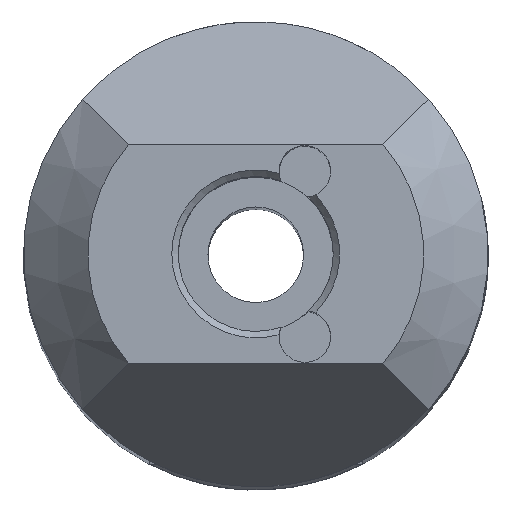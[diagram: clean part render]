
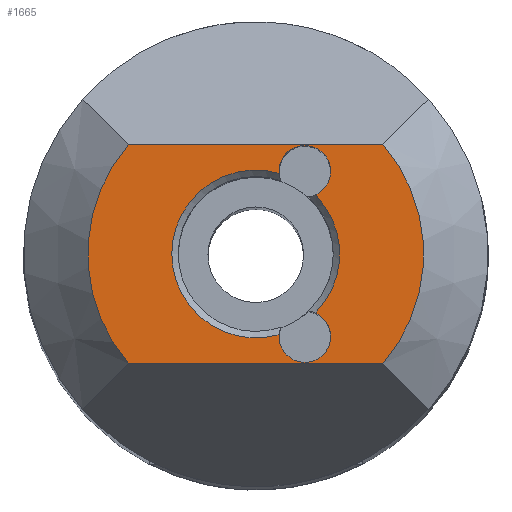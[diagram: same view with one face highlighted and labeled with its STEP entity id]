
A CAD part, top view. The second image highlights one B-rep face of the part: STEP entity #1665.
In plain terms, the highlighted planar face has unit normal (0, 0, 1).
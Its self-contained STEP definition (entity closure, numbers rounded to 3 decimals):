
#43 = DIRECTION ( 'NONE',  ( 0., 0., -1. ) ) ;
#95 = CARTESIAN_POINT ( 'NONE',  ( -9., 4.25, 90. ) ) ;
#205 = FACE_OUTER_BOUND ( 'NONE', #1992, .T. ) ;
#207 = AXIS2_PLACEMENT_3D ( 'NONE', #1287, #1305, #315 ) ;
#208 = LINE ( 'NONE', #95, #631 ) ;
#270 = VERTEX_POINT ( 'NONE', #1552 ) ;
#282 = DIRECTION ( 'NONE',  ( 1., 0., 0. ) ) ;
#313 = DIRECTION ( 'NONE',  ( 0., 0., 1. ) ) ;
#315 = DIRECTION ( 'NONE',  ( 1., 0., 0. ) ) ;
#322 = ORIENTED_EDGE ( 'NONE', *, *, #983, .T. ) ;
#335 = EDGE_CURVE ( 'NONE', #1062, #1807, #208, .T. ) ;
#353 = CIRCLE ( 'NONE', #680, 3.25 ) ;
#365 = ORIENTED_EDGE ( 'NONE', *, *, #427, .F. ) ;
#414 = CIRCLE ( 'NONE', #1015, 6.5 ) ;
#427 = EDGE_CURVE ( 'NONE', #1751, #1920, #1570, .T. ) ;
#457 = CARTESIAN_POINT ( 'NONE',  ( 0., 0., 90. ) ) ;
#485 = EDGE_CURVE ( 'NONE', #1062, #270, #1435, .T. ) ;
#486 = DIRECTION ( 'NONE',  ( 1., 0., 0. ) ) ;
#492 = CARTESIAN_POINT ( 'NONE',  ( -9., -4.25, 90. ) ) ;
#505 = CARTESIAN_POINT ( 'NONE',  ( 0.903, 3.122, 90. ) ) ;
#522 = FACE_BOUND ( 'NONE', #1867, .T. ) ;
#542 = CARTESIAN_POINT ( 'NONE',  ( 0., 0., 90. ) ) ;
#629 = CARTESIAN_POINT ( 'NONE',  ( 0., 0., 90. ) ) ;
#631 = VECTOR ( 'NONE', #724, 1000. ) ;
#633 = CIRCLE ( 'NONE', #1239, 3.25 ) ;
#646 = LINE ( 'NONE', #492, #1927 ) ;
#680 = AXIS2_PLACEMENT_3D ( 'NONE', #457, #1405, #2050 ) ;
#706 = VERTEX_POINT ( 'NONE', #759 ) ;
#724 = DIRECTION ( 'NONE',  ( 1., 0., 0. ) ) ;
#754 = CARTESIAN_POINT ( 'NONE',  ( 0., 0., 90. ) ) ;
#759 = CARTESIAN_POINT ( 'NONE',  ( 4.918, -4.25, 90. ) ) ;
#760 = CARTESIAN_POINT ( 'NONE',  ( 0.903, -3.122, 90. ) ) ;
#836 = DIRECTION ( 'NONE',  ( 0., 0., 1. ) ) ;
#886 = ORIENTED_EDGE ( 'NONE', *, *, #1887, .T. ) ;
#983 = EDGE_CURVE ( 'NONE', #1591, #1920, #633, .T. ) ;
#1010 = CARTESIAN_POINT ( 'NONE',  ( -4.918, 4.25, 90. ) ) ;
#1015 = AXIS2_PLACEMENT_3D ( 'NONE', #1233, #1869, #1879 ) ;
#1027 = DIRECTION ( 'NONE',  ( 1., 0., 0. ) ) ;
#1062 = VERTEX_POINT ( 'NONE', #1010 ) ;
#1144 = AXIS2_PLACEMENT_3D ( 'NONE', #754, #313, #282 ) ;
#1155 = PLANE ( 'NONE',  #1409 ) ;
#1218 = ORIENTED_EDGE ( 'NONE', *, *, #1560, .T. ) ;
#1233 = CARTESIAN_POINT ( 'NONE',  ( 0., 0., 90. ) ) ;
#1239 = AXIS2_PLACEMENT_3D ( 'NONE', #629, #43, #486 ) ;
#1259 = ORIENTED_EDGE ( 'NONE', *, *, #1351, .F. ) ;
#1276 = DIRECTION ( 'NONE',  ( 1., 0., 0. ) ) ;
#1287 = CARTESIAN_POINT ( 'NONE',  ( 1.9, 3.2, 90. ) ) ;
#1305 = DIRECTION ( 'NONE',  ( 0., 0., 1. ) ) ;
#1322 = VERTEX_POINT ( 'NONE', #505 ) ;
#1351 = EDGE_CURVE ( 'NONE', #1591, #1322, #1431, .T. ) ;
#1366 = DIRECTION ( 'NONE',  ( 1., 0., 0. ) ) ;
#1405 = DIRECTION ( 'NONE',  ( 0., 0., -1. ) ) ;
#1409 = AXIS2_PLACEMENT_3D ( 'NONE', #542, #836, #1027 ) ;
#1431 = CIRCLE ( 'NONE', #207, 1. ) ;
#1435 = CIRCLE ( 'NONE', #1144, 6.5 ) ;
#1521 = CARTESIAN_POINT ( 'NONE',  ( 1.9, -3.2, 90. ) ) ;
#1552 = CARTESIAN_POINT ( 'NONE',  ( -4.918, -4.25, 90. ) ) ;
#1560 = EDGE_CURVE ( 'NONE', #270, #706, #646, .T. ) ;
#1570 = CIRCLE ( 'NONE', #1846, 1. ) ;
#1591 = VERTEX_POINT ( 'NONE', #1901 ) ;
#1665 = ADVANCED_FACE ( 'NONE', ( #205, #522 ), #1155, .T. ) ;
#1751 = VERTEX_POINT ( 'NONE', #760 ) ;
#1761 = CARTESIAN_POINT ( 'NONE',  ( 4.918, 4.25, 90. ) ) ;
#1764 = EDGE_CURVE ( 'NONE', #706, #1807, #414, .T. ) ;
#1767 = ORIENTED_EDGE ( 'NONE', *, *, #485, .T. ) ;
#1807 = VERTEX_POINT ( 'NONE', #1761 ) ;
#1830 = DIRECTION ( 'NONE',  ( 0., 0., 1. ) ) ;
#1846 = AXIS2_PLACEMENT_3D ( 'NONE', #1521, #1830, #1366 ) ;
#1867 = EDGE_LOOP ( 'NONE', ( #1259, #322, #365, #886 ) ) ;
#1869 = DIRECTION ( 'NONE',  ( 0., 0., 1. ) ) ;
#1879 = DIRECTION ( 'NONE',  ( 1., 0., 0. ) ) ;
#1880 = CARTESIAN_POINT ( 'NONE',  ( 2.309, -2.287, 90. ) ) ;
#1887 = EDGE_CURVE ( 'NONE', #1751, #1322, #353, .T. ) ;
#1901 = CARTESIAN_POINT ( 'NONE',  ( 2.309, 2.287, 90. ) ) ;
#1920 = VERTEX_POINT ( 'NONE', #1880 ) ;
#1927 = VECTOR ( 'NONE', #1276, 1000. ) ;
#1961 = ORIENTED_EDGE ( 'NONE', *, *, #335, .F. ) ;
#1969 = ORIENTED_EDGE ( 'NONE', *, *, #1764, .T. ) ;
#1992 = EDGE_LOOP ( 'NONE', ( #1218, #1969, #1961, #1767 ) ) ;
#2050 = DIRECTION ( 'NONE',  ( 1., 0., 0. ) ) ;
